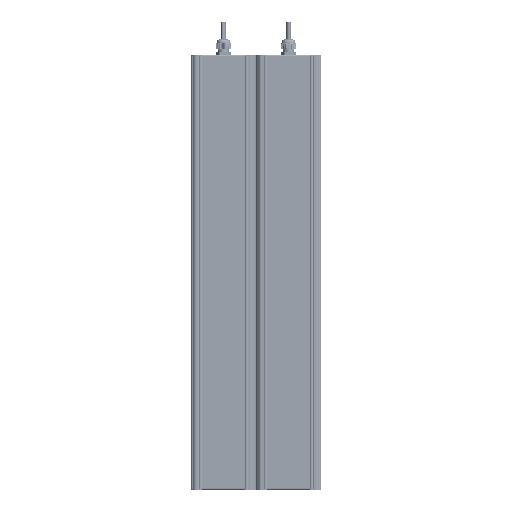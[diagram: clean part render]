
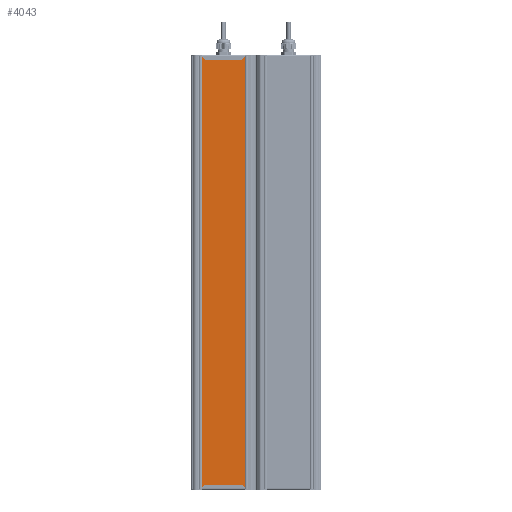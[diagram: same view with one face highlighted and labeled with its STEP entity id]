
A CAD part, front view. The second image highlights one B-rep face of the part: STEP entity #4043.
In plain terms, the highlighted face is planar.
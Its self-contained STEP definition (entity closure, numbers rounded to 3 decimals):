
#4043=ADVANCED_FACE('',(#13207),#13209,.T.);
#13207=FACE_BOUND('',#13208,.T.);
#13208=EDGE_LOOP('',(#40239,#40240,#40241,#40242));
#13209=PLANE('',#13210);
#13210=AXIS2_PLACEMENT_3D('',#13211,#13212,#13213);
#13211=CARTESIAN_POINT('',(120.465,593.492,117.308));
#13212=DIRECTION('',(0.,0.,-1.));
#13213=DIRECTION('',(0.,1.,0.));
#40239=ORIENTED_EDGE('',*,*,#46975,.T.);
#40240=ORIENTED_EDGE('',*,*,#46977,.F.);
#40241=ORIENTED_EDGE('',*,*,#46978,.F.);
#40242=ORIENTED_EDGE('',*,*,#46979,.T.);
#46975=EDGE_CURVE('',#52678,#52676,#52679,.T.);
#46977=EDGE_CURVE('',#52681,#52676,#52682,.T.);
#46978=EDGE_CURVE('',#52683,#52681,#52684,.T.);
#46979=EDGE_CURVE('',#52683,#52678,#52685,.T.);
#52676=VERTEX_POINT('',#71624);
#52678=VERTEX_POINT('',#71628);
#52679=LINE('',#71629,#71630);
#52681=VERTEX_POINT('',#71635);
#52682=LINE('',#71636,#71637);
#52683=VERTEX_POINT('',#71639);
#52684=LINE('',#71640,#71641);
#52685=LINE('',#71643,#71644);
#71624=CARTESIAN_POINT('',(641.465,679.838,117.308));
#71628=CARTESIAN_POINT('',(-104.535,679.838,117.308));
#71629=CARTESIAN_POINT('',(-104.535,679.838,117.308));
#71630=VECTOR('',#71631,1.);
#71631=DIRECTION('',(1.,0.,0.));
#71635=CARTESIAN_POINT('',(641.465,593.492,117.308));
#71636=CARTESIAN_POINT('',(641.465,593.492,117.308));
#71637=VECTOR('',#71638,1.);
#71638=DIRECTION('',(0.,1.,0.));
#71639=CARTESIAN_POINT('',(-104.535,593.492,117.308));
#71640=CARTESIAN_POINT('',(-104.535,593.492,117.308));
#71641=VECTOR('',#71642,1.);
#71642=DIRECTION('',(1.,0.,0.));
#71643=CARTESIAN_POINT('',(-104.535,593.492,117.308));
#71644=VECTOR('',#71645,1.);
#71645=DIRECTION('',(0.,1.,0.));
